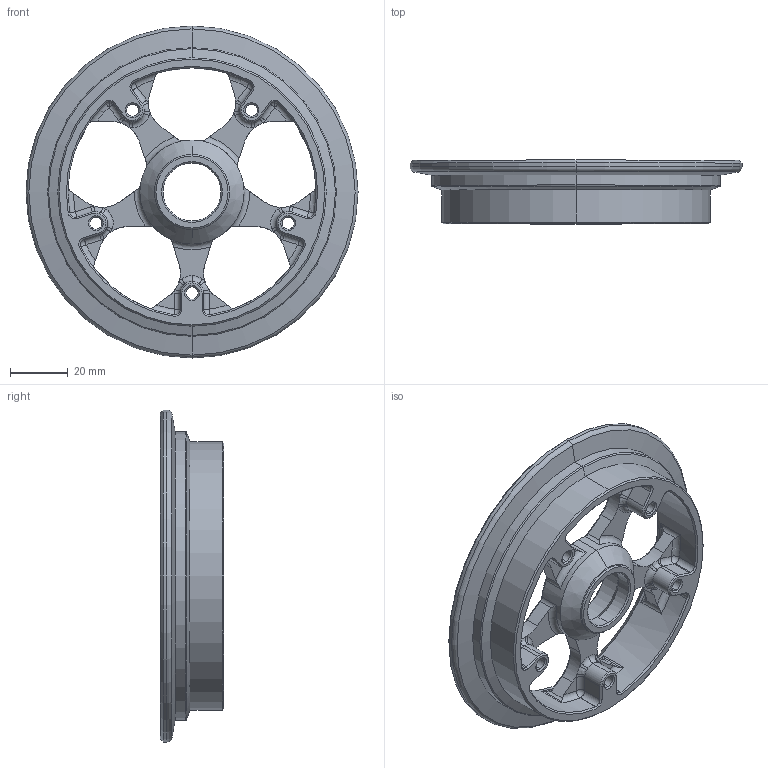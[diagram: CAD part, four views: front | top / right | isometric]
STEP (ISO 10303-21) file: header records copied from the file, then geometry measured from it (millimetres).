
FILE_DESCRIPTION (( 'STEP AP203' ), '1' );
FILE_NAME ('Internal wheel.stp', '2021-12-02T15:25:27', ( '' ), ( '' ), 'SwSTEP 2.0', 'SolidWorks 2022', '' );
FILE_SCHEMA (( 'CONFIG_CONTROL_DESIGN' ));
Length unit declared in the file: millimetre
Products named in the file (1): Internal wheel
Bounding box: 115 x 22 x 115 mm (x, y, z)
Volume: 62214.2 mm3; surface area: 29052 mm2
Topology: 1 solids, 1 shells, 360 faces, 890 edges, 509 vertices
Faces by surface type: cone 96, cylinder 92, plane 80, torus 50, bspline 30, sphere 12
Entity records: 13134 total; most frequent: CARTESIAN_POINT 4699, DIRECTION 1820, ORIENTED_EDGE 1742, EDGE_CURVE 871, AXIS2_PLACEMENT_3D 736, VERTEX_POINT 506, CIRCLE 405, EDGE_LOOP 375
